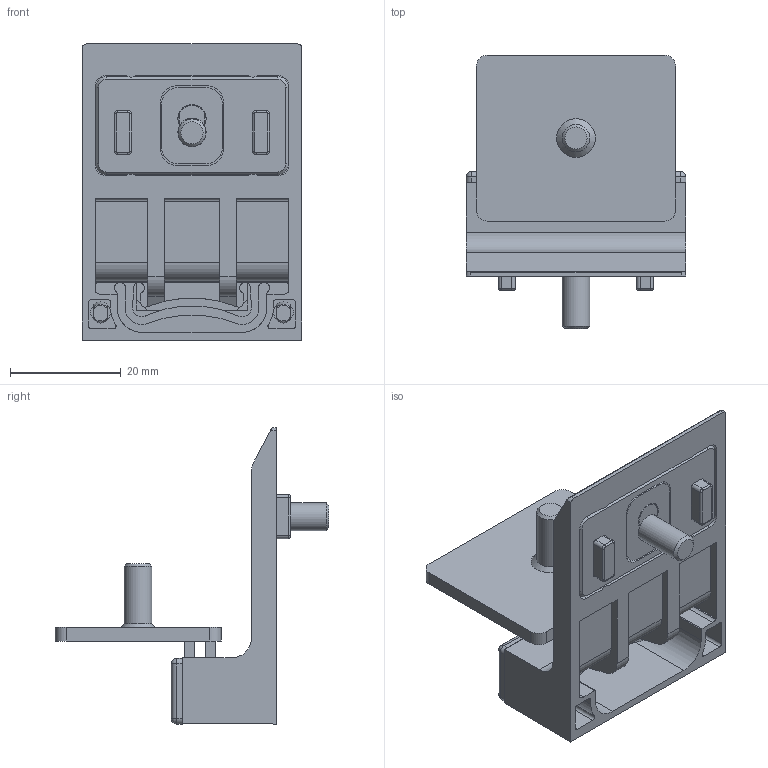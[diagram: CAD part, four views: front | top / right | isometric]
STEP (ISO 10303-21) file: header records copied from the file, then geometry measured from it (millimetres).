
FILE_DESCRIPTION(/* description */ ('STEP AP214'),/* implementation_level */ '2;1');
FILE_NAME(/* name */ '093111',/* time_stamp */ '2022-08-25T09:22:31+02:00',/* author */ ('License CC BY-ND 4.0'),/* organization */ ('CADENAS'),/* preprocessor_version */ 'ST-DEVELOPER v18.102',/* originating_system */ 'PARTsolutions',/* authorisation */ ' ');
FILE_SCHEMA (('AUTOMOTIVE_DESIGN {1 0 10303 214 3 1 1}'));
Length unit declared in the file: millimetre
Products named in the file (9): 093111; 8/10-steel-screw; 093111_part8; 093111_part6; 093111_part3; 093111_part4; 093111_part5; 093111_part2; 093111_part1
Assembly tree (10 placements, depth 2):
  093111
    8/10-steel-screw  x2
    093111_part8
    093111_part6
    093111_part3
    093111_part4  x2
    093111_part5
    093111_part2
    093111_part1
Bounding box: 39.7 x 49.5 x 53.5 mm (x, y, z)
Volume: 14761 mm3; surface area: 15737.5 mm2
Topology: 10 solids, 10 shells, 415 faces, 1077 edges, 688 vertices
Faces by surface type: plane 216, cylinder 145, cone 25, torus 25, sphere 4
Full cylindrical faces by diameter (mm): 3 x2, 3.56 x2, 5 x2, 9.43 x2
Entity records: 12021 total; most frequent: CARTESIAN_POINT 2193, DIRECTION 2056, ORIENTED_EDGE 1976, EDGE_CURVE 988, AXIS2_PLACEMENT_3D 728, VERTEX_POINT 641, LINE 600, VECTOR 600
